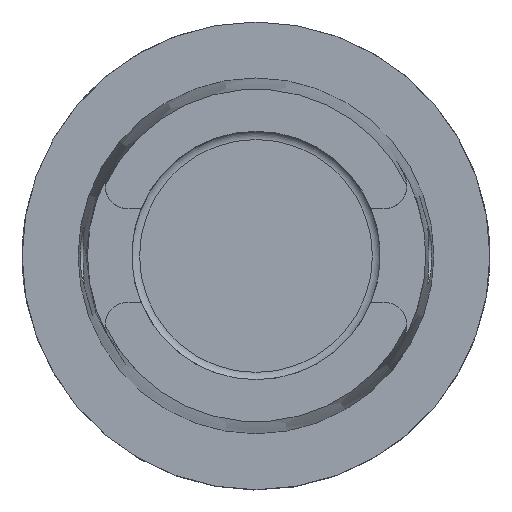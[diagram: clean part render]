
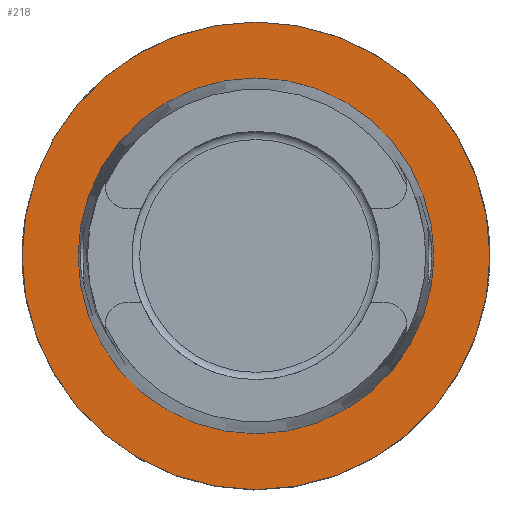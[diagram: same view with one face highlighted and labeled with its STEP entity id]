
A CAD part, top view. The second image highlights one B-rep face of the part: STEP entity #218.
In plain terms, the highlighted planar face has unit normal (0, 0, 1).
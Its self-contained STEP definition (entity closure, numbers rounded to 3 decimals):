
#95=FACE_BOUND('',#468,.T.);
#96=FACE_BOUND('',#469,.T.);
#218=ADVANCED_FACE('',(#95,#96),#309,.F.);
#309=PLANE('',#1916);
#468=EDGE_LOOP('',(#827));
#469=EDGE_LOOP('',(#828));
#595=CIRCLE('',#1871,49.965);
#619=CIRCLE('',#1914,38.008);
#827=ORIENTED_EDGE('',*,*,#1360,.T.);
#828=ORIENTED_EDGE('',*,*,#1437,.T.);
#1183=VERTEX_POINT('',#2730);
#1238=VERTEX_POINT('',#3016);
#1360=EDGE_CURVE('',#1183,#1183,#595,.T.);
#1437=EDGE_CURVE('',#1238,#1238,#619,.T.);
#1871=AXIS2_PLACEMENT_3D('',#2729,#2127,#2128);
#1914=AXIS2_PLACEMENT_3D('',#3015,#2243,#2244);
#1916=AXIS2_PLACEMENT_3D('',#3018,#2247,#2248);
#2127=DIRECTION('',(0.,0.,1.));
#2128=DIRECTION('',(1.,0.,0.));
#2243=DIRECTION('',(0.,0.,-1.));
#2244=DIRECTION('',(1.,0.,0.));
#2247=DIRECTION('',(0.,0.,-1.));
#2248=DIRECTION('',(1.,0.,0.));
#2729=CARTESIAN_POINT('',(0.,0.,
0.));
#2730=CARTESIAN_POINT('',(49.965,0.,0.));
#3015=CARTESIAN_POINT('',(0.,0.,
0.));
#3016=CARTESIAN_POINT('',(38.008,0.,0.));
#3018=CARTESIAN_POINT('',(0.,-39.062,0.));
